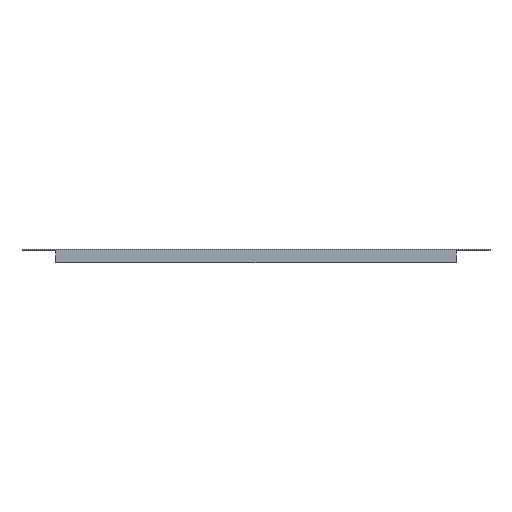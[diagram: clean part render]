
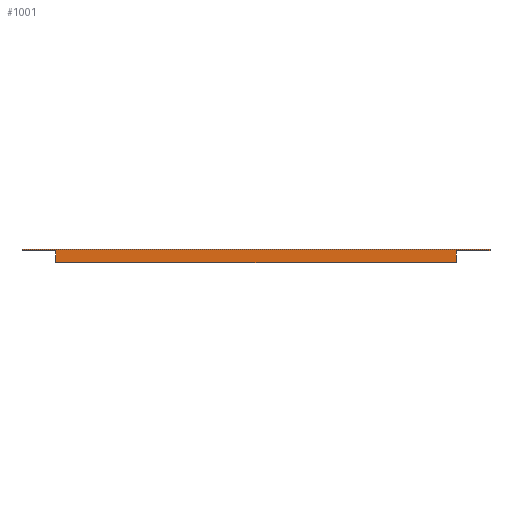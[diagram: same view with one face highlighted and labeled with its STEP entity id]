
A CAD part, front view. The second image highlights one B-rep face of the part: STEP entity #1001.
In plain terms, the highlighted planar face has unit normal (0, -1, 0).
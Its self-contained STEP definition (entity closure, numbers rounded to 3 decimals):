
#23 = LINE ( 'NONE', #727, #1130 ) ;
#82 = VECTOR ( 'NONE', #495, 1000. ) ;
#119 = CARTESIAN_POINT ( 'NONE',  ( -227., -125., -13.5 ) ) ;
#130 = LINE ( 'NONE', #508, #82 ) ;
#140 = EDGE_CURVE ( 'NONE', #1074, #155, #598, .T. ) ;
#154 = EDGE_CURVE ( 'NONE', #1004, #1074, #396, .T. ) ;
#155 = VERTEX_POINT ( 'NONE', #634 ) ;
#163 = VECTOR ( 'NONE', #441, 1000. ) ;
#217 = FACE_OUTER_BOUND ( 'NONE', #1019, .T. ) ;
#224 = ORIENTED_EDGE ( 'NONE', *, *, #829, .T. ) ;
#229 = EDGE_CURVE ( 'NONE', #1004, #302, #244, .T. ) ;
#237 = ORIENTED_EDGE ( 'NONE', *, *, #229, .T. ) ;
#244 = LINE ( 'NONE', #549, #163 ) ;
#249 = EDGE_CURVE ( 'NONE', #716, #329, #130, .T. ) ;
#256 = LINE ( 'NONE', #351, #442 ) ;
#267 = VECTOR ( 'NONE', #844, 1000. ) ;
#271 = LINE ( 'NONE', #825, #267 ) ;
#302 = VERTEX_POINT ( 'NONE', #358 ) ;
#329 = VERTEX_POINT ( 'NONE', #494 ) ;
#339 = DIRECTION ( 'NONE',  ( -1., 0., 0. ) ) ;
#346 = DIRECTION ( 'NONE',  ( 0., 1., 0. ) ) ;
#348 = DIRECTION ( 'NONE',  ( 0., 0., -1. ) ) ;
#351 = CARTESIAN_POINT ( 'NONE',  ( -265., -125., 1.5 ) ) ;
#355 = PLANE ( 'NONE',  #516 ) ;
#358 = CARTESIAN_POINT ( 'NONE',  ( 227., -125., 0. ) ) ;
#360 = CARTESIAN_POINT ( 'NONE',  ( 227., -125., -13.5 ) ) ;
#380 = CARTESIAN_POINT ( 'NONE',  ( -265., -125., 1.5 ) ) ;
#394 = VECTOR ( 'NONE', #744, 1000. ) ;
#396 = LINE ( 'NONE', #769, #394 ) ;
#418 = CARTESIAN_POINT ( 'NONE',  ( -265., -125., 1.5 ) ) ;
#422 = VECTOR ( 'NONE', #768, 1000. ) ;
#441 = DIRECTION ( 'NONE',  ( 0., 0., 1. ) ) ;
#442 = VECTOR ( 'NONE', #348, 1000. ) ;
#494 = CARTESIAN_POINT ( 'NONE',  ( 265., -125., 0. ) ) ;
#495 = DIRECTION ( 'NONE',  ( 0., 0., -1. ) ) ;
#508 = CARTESIAN_POINT ( 'NONE',  ( 265., -125., 1.5 ) ) ;
#516 = AXIS2_PLACEMENT_3D ( 'NONE', #380, #346, #339 ) ;
#517 = ORIENTED_EDGE ( 'NONE', *, *, #249, .F. ) ;
#533 = ORIENTED_EDGE ( 'NONE', *, *, #753, .T. ) ;
#549 = CARTESIAN_POINT ( 'NONE',  ( 227., -125., -13.5 ) ) ;
#563 = ORIENTED_EDGE ( 'NONE', *, *, #154, .F. ) ;
#597 = ORIENTED_EDGE ( 'NONE', *, *, #140, .F. ) ;
#598 = LINE ( 'NONE', #849, #422 ) ;
#634 = CARTESIAN_POINT ( 'NONE',  ( -227., -125., 0. ) ) ;
#669 = CARTESIAN_POINT ( 'NONE',  ( -265., -125., 0. ) ) ;
#692 = VECTOR ( 'NONE', #962, 1000. ) ;
#715 = ORIENTED_EDGE ( 'NONE', *, *, #1000, .T. ) ;
#716 = VERTEX_POINT ( 'NONE', #1024 ) ;
#723 = DIRECTION ( 'NONE',  ( 1., 0., 0. ) ) ;
#727 = CARTESIAN_POINT ( 'NONE',  ( -265., -125., 0. ) ) ;
#744 = DIRECTION ( 'NONE',  ( -1., 0., 0. ) ) ;
#753 = EDGE_CURVE ( 'NONE', #302, #329, #966, .T. ) ;
#768 = DIRECTION ( 'NONE',  ( 0., 0., 1. ) ) ;
#769 = CARTESIAN_POINT ( 'NONE',  ( 227., -125., -13.5 ) ) ;
#797 = EDGE_CURVE ( 'NONE', #972, #716, #271, .T. ) ;
#825 = CARTESIAN_POINT ( 'NONE',  ( -265., -125., 1.5 ) ) ;
#829 = EDGE_CURVE ( 'NONE', #858, #155, #23, .T. ) ;
#844 = DIRECTION ( 'NONE',  ( 1., 0., 0. ) ) ;
#849 = CARTESIAN_POINT ( 'NONE',  ( -227., -125., -13.5 ) ) ;
#858 = VERTEX_POINT ( 'NONE', #669 ) ;
#962 = DIRECTION ( 'NONE',  ( 1., 0., 0. ) ) ;
#966 = LINE ( 'NONE', #981, #692 ) ;
#972 = VERTEX_POINT ( 'NONE', #418 ) ;
#981 = CARTESIAN_POINT ( 'NONE',  ( -265., -125., 0. ) ) ;
#1000 = EDGE_CURVE ( 'NONE', #972, #858, #256, .T. ) ;
#1001 = ADVANCED_FACE ( 'NONE', ( #217 ), #355, .F. ) ;
#1004 = VERTEX_POINT ( 'NONE', #360 ) ;
#1019 = EDGE_LOOP ( 'NONE', ( #224, #597, #563, #237, #533, #517, #1163, #715 ) ) ;
#1024 = CARTESIAN_POINT ( 'NONE',  ( 265., -125., 1.5 ) ) ;
#1074 = VERTEX_POINT ( 'NONE', #119 ) ;
#1130 = VECTOR ( 'NONE', #723, 1000. ) ;
#1163 = ORIENTED_EDGE ( 'NONE', *, *, #797, .F. ) ;
